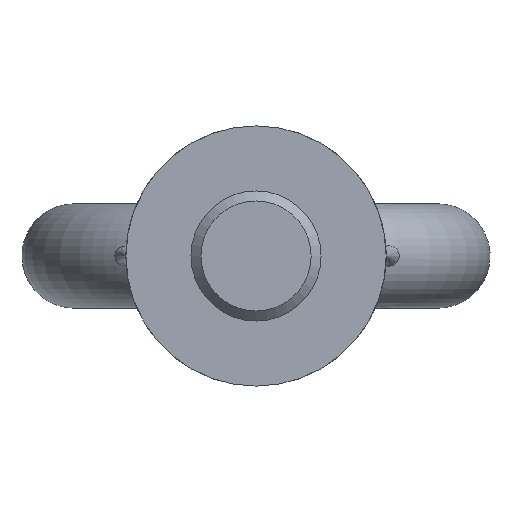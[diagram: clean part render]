
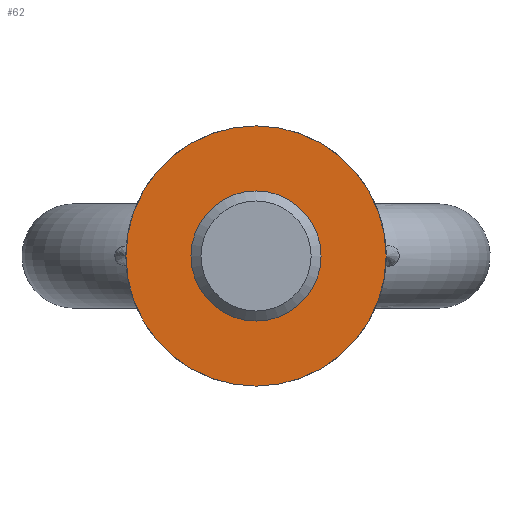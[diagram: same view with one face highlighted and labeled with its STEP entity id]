
A CAD part, front view. The second image highlights one B-rep face of the part: STEP entity #62.
In plain terms, the highlighted planar face has unit normal (0, -1, 0).
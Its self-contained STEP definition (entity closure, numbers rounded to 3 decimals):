
#62 = ADVANCED_FACE( '', ( #124, #125 ), #126, .F. );
#124 = FACE_BOUND( '', #237, .T. );
#125 = FACE_OUTER_BOUND( '', #238, .T. );
#126 = PLANE( '', #239 );
#237 = EDGE_LOOP( '', ( #325 ) );
#238 = EDGE_LOOP( '', ( #326 ) );
#239 = AXIS2_PLACEMENT_3D( '', #327, #328, #329 );
#325 = ORIENTED_EDGE( '', *, *, #368, .F. );
#326 = ORIENTED_EDGE( '', *, *, #353, .T. );
#327 = CARTESIAN_POINT( '', ( 20., 0., 0. ) );
#328 = DIRECTION( '', ( 0., 1., 0. ) );
#329 = DIRECTION( '', ( 0., 0., 1. ) );
#353 = EDGE_CURVE( '', #396, #396, #398, .T. );
#368 = EDGE_CURVE( '', #422, #422, #423, .F. );
#396 = VERTEX_POINT( '', #553 );
#398 = CIRCLE( '', #560, 20. );
#422 = VERTEX_POINT( '', #733 );
#423 = CIRCLE( '', #734, 8.2 );
#553 = CARTESIAN_POINT( '', ( 20., 0., 0. ) );
#560 = AXIS2_PLACEMENT_3D( '', #872, #873, #874 );
#733 = CARTESIAN_POINT( '', ( 0., 0., 8.2 ) );
#734 = AXIS2_PLACEMENT_3D( '', #890, #891, #892 );
#872 = CARTESIAN_POINT( '', ( 0., 0., 0. ) );
#873 = DIRECTION( '', ( 0., -1., 0. ) );
#874 = DIRECTION( '', ( 0., 0., -1. ) );
#890 = CARTESIAN_POINT( '', ( 0., 0., 0. ) );
#891 = DIRECTION( '', ( 0., 1., 0. ) );
#892 = DIRECTION( '', ( 0., 0., 1. ) );
